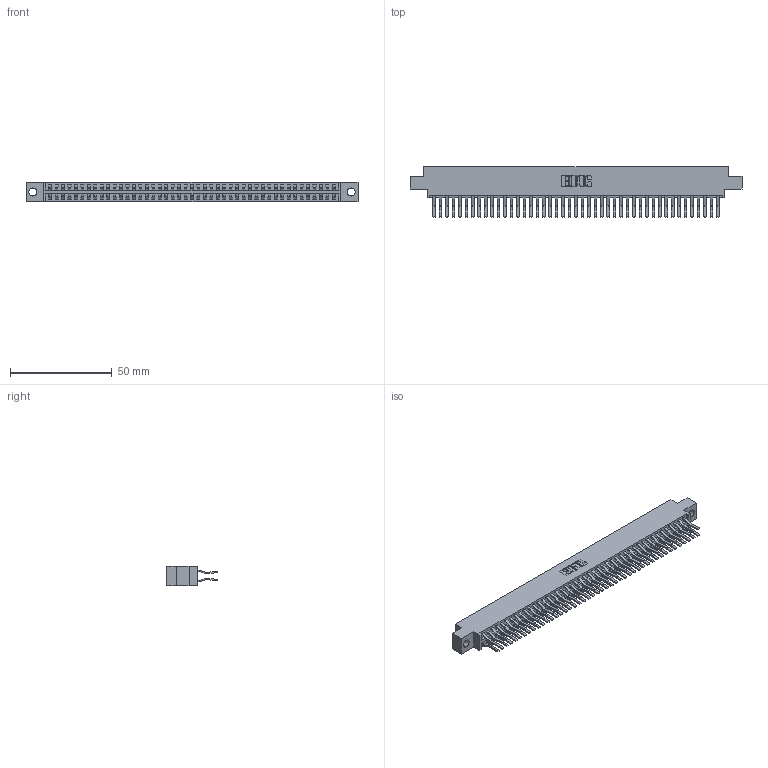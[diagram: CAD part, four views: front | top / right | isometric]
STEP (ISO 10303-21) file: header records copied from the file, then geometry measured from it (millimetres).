
FILE_DESCRIPTION (( 'STEP AP203' ), '1' );
FILE_NAME ('346-090-560-804.STEP', '2022-05-26T05:39:34', ( '' ), ( '' ), 'SwSTEP 2.0', 'SolidWorks 2020', '' );
FILE_SCHEMA (( 'CONFIG_CONTROL_DESIGN' ));
Length unit declared in the file: inch
Products named in the file (3): 346-090-560-804; 346 Part_0.170 Offset - 0.156 Dia-TH; 345-292-001_560 Tail
Assembly tree (91 placements, depth 2):
  346-090-560-804
    346 Part_0.170 Offset - 0.156 Dia-TH
    345-292-001_560 Tail  x90
Bounding box: 163.45 x 24.78 x 9.4 mm (x, y, z)
Volume: 16291 mm3; surface area: 24041.5 mm2
Topology: 91 solids, 91 shells, 5000 faces, 14867 edges, 9790 vertices
Faces by surface type: plane 3244, cylinder 1756
Entity records: 29603 total; most frequent: CARTESIAN_POINT 4882, ORIENTED_EDGE 4814, DIRECTION 4355, EDGE_CURVE 2407, LINE 2091, VECTOR 2091, VERTEX_POINT 1602, AXIS2_PLACEMENT_3D 1132
